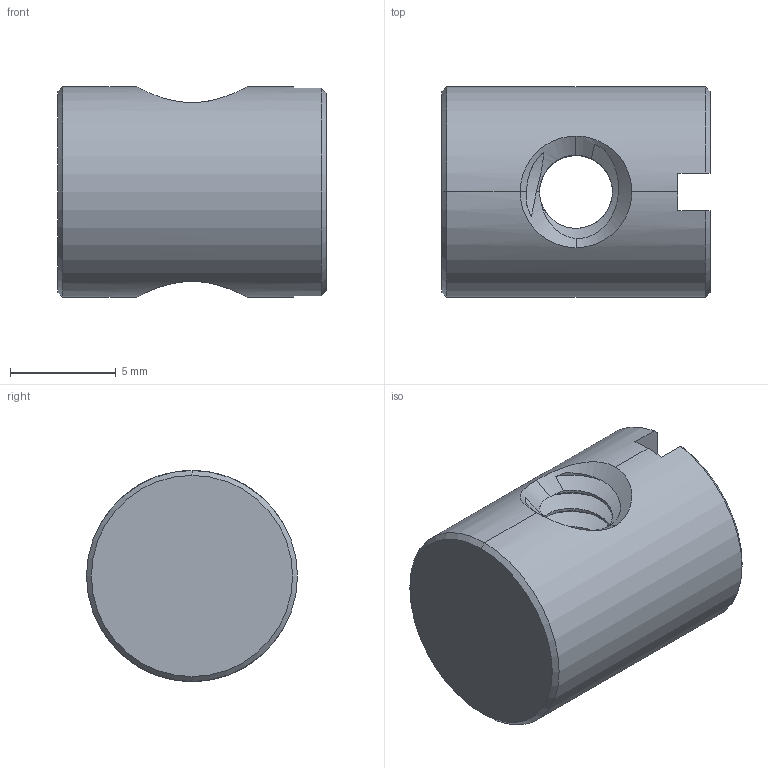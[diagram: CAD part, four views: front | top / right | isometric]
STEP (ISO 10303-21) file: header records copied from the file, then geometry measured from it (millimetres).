
FILE_DESCRIPTION (( 'STEP AP203' ), '1' );
FILE_NAME ('90835A220_Dowel Nuts for Wood.STEP', '2022-02-25T14:54:59', ( 'Administrator' ), ( 'Managed by Terraform' ), 'SwSTEP 2.0', 'SolidWorks 2017', '' );
FILE_SCHEMA (( 'CONFIG_CONTROL_DESIGN' ));
Length unit declared in the file: inch
Products named in the file (1): 90835A220_Dowel Nuts for Wood
Bounding box: 12.7 x 9.98 x 9.98 mm (x, y, z)
Volume: 827.1 mm3; surface area: 738.2 mm2
Topology: 1 solids, 1 shells, 60 faces, 176 edges, 116 vertices
Faces by surface type: cylinder 39, bspline 11, plane 6, cone 4
Entity records: 5729 total; most frequent: CARTESIAN_POINT 4355, ORIENTED_EDGE 352, DIRECTION 178, EDGE_CURVE 176, VERTEX_POINT 116, AXIS2_PLACEMENT_3D 62, EDGE_LOOP 60, FACE_OUTER_BOUND 60
